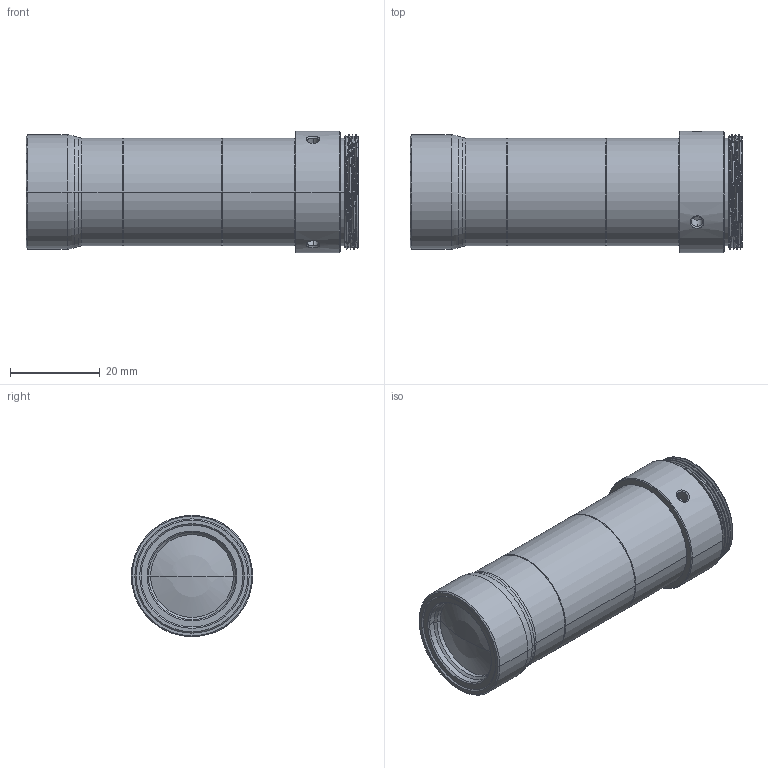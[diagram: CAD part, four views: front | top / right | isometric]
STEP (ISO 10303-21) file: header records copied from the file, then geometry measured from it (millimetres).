
FILE_DESCRIPTION(('FreeCAD Model'),'2;1');
FILE_NAME('Open CASCADE Shape Model','2025-01-22T11:41:40',(''),(''), 'Open CASCADE STEP processor 7.8','FreeCAD','Unknown');
FILE_SCHEMA(('AUTOMOTIVE_DESIGN { 1 0 10303 214 1 1 1 1 }'));
Length unit declared in the file: millimetre
Products named in the file (8): VA-LCM-TC-0-1.5X-WD65-015; 202B_ASM; 502B; 201_ASM; 501; 204_ASM; 503; 504
Assembly tree (7 placements, depth 3):
  VA-LCM-TC-0-1.5X-WD65-015
    202B_ASM
      502B
    201_ASM
      501
    204_ASM
      503
    504
Bounding box: 73.82 x 27 x 27 mm (x, y, z)
Volume: 27614.8 mm3; surface area: 13012.8 mm2
Topology: 4 solids, 4 shells, 161 faces, 344 edges, 204 vertices
Faces by surface type: cylinder 60, cone 54, plane 25, bspline 14, sphere 4, torus 4
Entity records: 6695 total; most frequent: CARTESIAN_POINT 3068, DIRECTION 762, ORIENTED_EDGE 680, EDGE_CURVE 340, AXIS2_PLACEMENT_3D 319, VERTEX_POINT 204, FACE_BOUND 188, EDGE_LOOP 188
